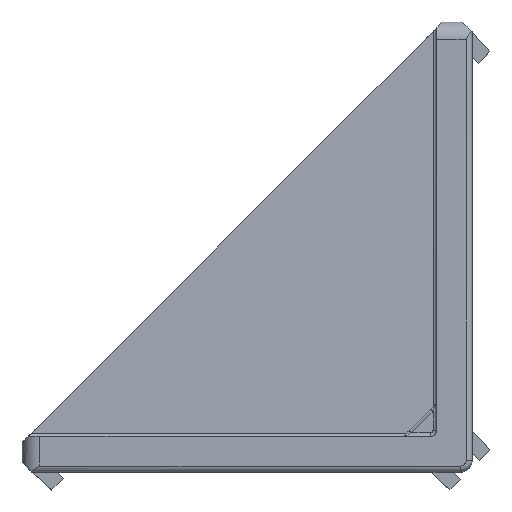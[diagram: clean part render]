
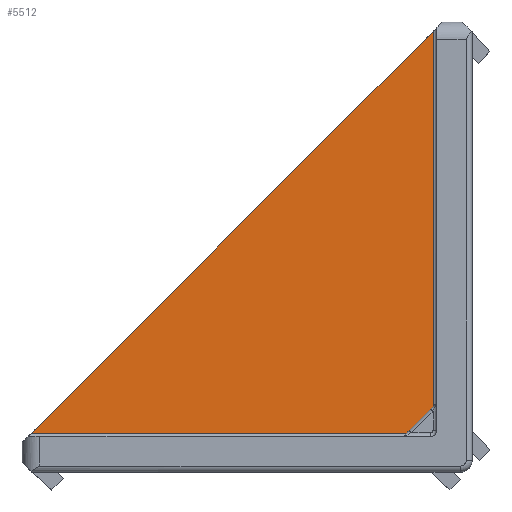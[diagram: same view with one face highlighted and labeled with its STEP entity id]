
A CAD part, top view. The second image highlights one B-rep face of the part: STEP entity #5512.
In plain terms, the highlighted planar face has unit normal (-0.012, 0.012, 1).
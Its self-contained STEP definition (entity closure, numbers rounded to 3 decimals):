
#19 = CARTESIAN_POINT ( 'NONE',  ( -38., 2.5, -6. ) ) ;
#38 = CARTESIAN_POINT ( 'NONE',  ( -3.379, 3.296, -5.583 ) ) ;
#76 = CARTESIAN_POINT ( 'NONE',  ( -3.496, 3.296, -5.584 ) ) ;
#163 = EDGE_CURVE ( 'NONE', #5694, #283, #328, .T. ) ;
#283 = VERTEX_POINT ( 'NONE', #673 ) ;
#328 = LINE ( 'NONE', #817, #1383 ) ;
#366 = AXIS2_PLACEMENT_3D ( 'NONE', #19, #3147, #463 ) ;
#463 = DIRECTION ( 'NONE',  ( 1., 0., 0.012 ) ) ;
#482 = CARTESIAN_POINT ( 'NONE',  ( -3.296, 3.496, -5.584 ) ) ;
#601 = CARTESIAN_POINT ( 'NONE',  ( -38., 2.5, -6. ) ) ;
#673 = CARTESIAN_POINT ( 'NONE',  ( -3.296, 37.204, -6. ) ) ;
#817 = CARTESIAN_POINT ( 'NONE',  ( -3.296, 37.5, -6.004 ) ) ;
#818 = EDGE_CURVE ( 'NONE', #882, #283, #4081, .T. ) ;
#882 = VERTEX_POINT ( 'NONE', #1986 ) ;
#1302 = DIRECTION ( 'NONE',  ( 0., 1., -0.012 ) ) ;
#1383 = VECTOR ( 'NONE', #1302, 1000. ) ;
#1495 = VERTEX_POINT ( 'NONE', #76 ) ;
#1892 = ORIENTED_EDGE ( 'NONE', *, *, #4346, .T. ) ;
#1986 = CARTESIAN_POINT ( 'NONE',  ( -37.204, 3.296, -6. ) ) ;
#2054 = EDGE_LOOP ( 'NONE', ( #1892, #4968, #3106, #4956 ) ) ;
#2082 = FACE_OUTER_BOUND ( 'NONE', #2054, .T. ) ;
#2251 = PLANE ( 'NONE',  #366 ) ;
#2836 = CARTESIAN_POINT ( 'NONE',  ( -3.296, 3.496, -5.584 ) ) ;
#3050 = VECTOR ( 'NONE', #4175, 1000. ) ;
#3106 = ORIENTED_EDGE ( 'NONE', *, *, #818, .F. ) ;
#3147 = DIRECTION ( 'NONE',  ( -0.012, 0.012, 1. ) ) ;
#3166 = CARTESIAN_POINT ( 'NONE',  ( -3.296, 3.379, -5.583 ) ) ;
#3190 = VECTOR ( 'NONE', #5688, 1000. ) ;
#4081 = LINE ( 'NONE', #601, #3050 ) ;
#4175 = DIRECTION ( 'NONE',  ( 0.707, 0.707, 0. ) ) ;
#4346 = EDGE_CURVE ( 'NONE', #1495, #5694, #5147, .T. ) ;
#4956 = ORIENTED_EDGE ( 'NONE', *, *, #5345, .T. ) ;
#4968 = ORIENTED_EDGE ( 'NONE', *, *, #163, .T. ) ;
#5147 =( BOUNDED_CURVE ( )  B_SPLINE_CURVE ( 3, ( #5379, #38, #3166, #482 ),
 .UNSPECIFIED., .F., .F. ) 
 B_SPLINE_CURVE_WITH_KNOTS ( ( 4, 4 ),
 ( 2.356, 3.927 ),
 .UNSPECIFIED. ) 
 CURVE ( )  GEOMETRIC_REPRESENTATION_ITEM ( )  RATIONAL_B_SPLINE_CURVE ( ( 1., 0.805, 0.805, 1. ) ) 
 REPRESENTATION_ITEM ( '' )  );
#5255 = CARTESIAN_POINT ( 'NONE',  ( -3.5, 3.296, -5.584 ) ) ;
#5345 = EDGE_CURVE ( 'NONE', #882, #1495, #5408, .T. ) ;
#5379 = CARTESIAN_POINT ( 'NONE',  ( -3.496, 3.296, -5.584 ) ) ;
#5408 = LINE ( 'NONE', #5255, #3190 ) ;
#5512 = ADVANCED_FACE ( 'NONE', ( #2082 ), #2251, .T. ) ;
#5688 = DIRECTION ( 'NONE',  ( 1., 0., 0.012 ) ) ;
#5694 = VERTEX_POINT ( 'NONE', #2836 ) ;
